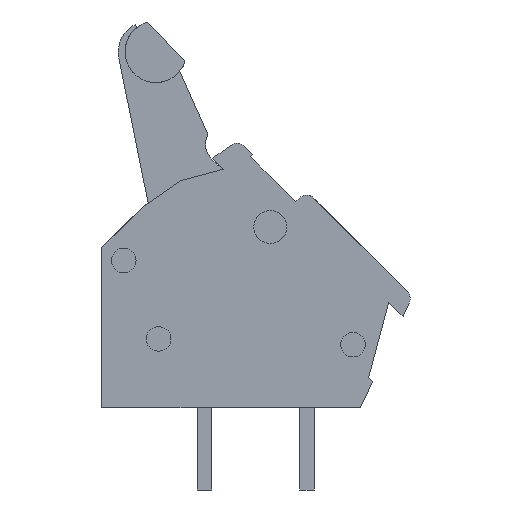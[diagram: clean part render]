
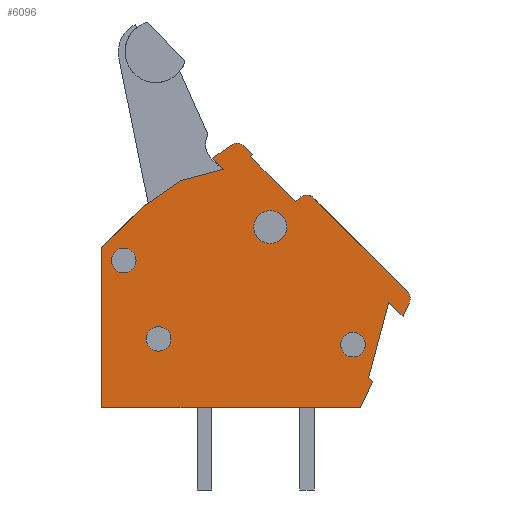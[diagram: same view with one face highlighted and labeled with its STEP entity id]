
A CAD part, left-side view. The second image highlights one B-rep face of the part: STEP entity #6096.
In plain terms, the highlighted planar face has unit normal (-1, 0, 0).
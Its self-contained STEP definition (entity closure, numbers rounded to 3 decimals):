
#26=FACE_BOUND($,#2469,.T.);
#27=FACE_BOUND($,#2470,.T.);
#28=FACE_BOUND($,#2471,.T.);
#29=FACE_BOUND($,#2472,.T.);
#559=LINE($,#10035,#1417);
#560=LINE($,#10037,#1418);
#561=LINE($,#10039,#1419);
#562=LINE($,#10041,#1420);
#563=LINE($,#10043,#1421);
#564=LINE($,#10045,#1422);
#565=LINE($,#10047,#1423);
#566=LINE($,#10049,#1424);
#567=LINE($,#10053,#1425);
#568=LINE($,#10057,#1426);
#569=LINE($,#10059,#1427);
#570=LINE($,#10061,#1428);
#571=LINE($,#10063,#1429);
#572=LINE($,#10067,#1430);
#573=LINE($,#10069,#1431);
#574=LINE($,#10071,#1432);
#575=LINE($,#10072,#1433);
#1417=VECTOR($,#7944,2.725);
#1418=VECTOR($,#7945,7.814);
#1419=VECTOR($,#7946,12.6);
#1420=VECTOR($,#7947,1.434);
#1421=VECTOR($,#7948,0.288);
#1422=VECTOR($,#7949,3.786);
#1423=VECTOR($,#7950,0.987);
#1424=VECTOR($,#7951,0.714);
#1425=VECTOR($,#7954,6.437);
#1426=VECTOR($,#7957,0.25);
#1427=VECTOR($,#7958,3.1);
#1428=VECTOR($,#7959,0.15);
#1429=VECTOR($,#7960,0.578);
#1430=VECTOR($,#7963,1.104);
#1431=VECTOR($,#7964,0.762);
#1432=VECTOR($,#7965,2.194);
#1433=VECTOR($,#7966,2.321);
#1873=PLANE($,#6812);
#2258=FACE_OUTER_BOUND($,#2468,.T.);
#2468=EDGE_LOOP($,(#5533,#5534,#5535,#5536,#5537,#5538,#5539,#5540,#5541,
#5542,#5543,#5544,#5545,#5546,#5547,#5548,#5549,#5550,#5551,#5552));
#2469=EDGE_LOOP($,(#5553));
#2470=EDGE_LOOP($,(#5554));
#2471=EDGE_LOOP($,(#5555));
#2472=EDGE_LOOP($,(#5556));
#2686=CIRCLE($,#6813,0.5);
#2687=CIRCLE($,#6814,0.5);
#2688=CIRCLE($,#6815,0.5);
#2689=CIRCLE($,#6816,0.6);
#2690=CIRCLE($,#6817,0.8);
#2691=CIRCLE($,#6818,0.6);
#2692=CIRCLE($,#6819,0.6);
#3393=VERTEX_POINT($,#10033);
#3394=VERTEX_POINT($,#10034);
#3395=VERTEX_POINT($,#10036);
#3396=VERTEX_POINT($,#10038);
#3397=VERTEX_POINT($,#10040);
#3398=VERTEX_POINT($,#10042);
#3399=VERTEX_POINT($,#10044);
#3400=VERTEX_POINT($,#10046);
#3401=VERTEX_POINT($,#10048);
#3402=VERTEX_POINT($,#10050);
#3403=VERTEX_POINT($,#10052);
#3404=VERTEX_POINT($,#10054);
#3405=VERTEX_POINT($,#10056);
#3406=VERTEX_POINT($,#10058);
#3407=VERTEX_POINT($,#10060);
#3408=VERTEX_POINT($,#10062);
#3409=VERTEX_POINT($,#10064);
#3410=VERTEX_POINT($,#10066);
#3411=VERTEX_POINT($,#10068);
#3412=VERTEX_POINT($,#10070);
#3413=VERTEX_POINT($,#10073);
#3414=VERTEX_POINT($,#10075);
#3415=VERTEX_POINT($,#10077);
#3416=VERTEX_POINT($,#10079);
#4463=EDGE_CURVE($,#3393,#3394,#559,.T.);
#4464=EDGE_CURVE($,#3394,#3395,#560,.T.);
#4465=EDGE_CURVE($,#3395,#3396,#561,.T.);
#4466=EDGE_CURVE($,#3396,#3397,#562,.T.);
#4467=EDGE_CURVE($,#3397,#3398,#563,.T.);
#4468=EDGE_CURVE($,#3398,#3399,#564,.T.);
#4469=EDGE_CURVE($,#3399,#3400,#565,.T.);
#4470=EDGE_CURVE($,#3400,#3401,#566,.T.);
#4471=EDGE_CURVE($,#3401,#3402,#2686,.T.);
#4472=EDGE_CURVE($,#3402,#3403,#567,.T.);
#4473=EDGE_CURVE($,#3403,#3404,#2687,.T.);
#4474=EDGE_CURVE($,#3404,#3405,#568,.T.);
#4475=EDGE_CURVE($,#3405,#3406,#569,.T.);
#4476=EDGE_CURVE($,#3406,#3407,#570,.T.);
#4477=EDGE_CURVE($,#3407,#3408,#571,.T.);
#4478=EDGE_CURVE($,#3408,#3409,#2688,.T.);
#4479=EDGE_CURVE($,#3409,#3410,#572,.T.);
#4480=EDGE_CURVE($,#3410,#3411,#573,.T.);
#4481=EDGE_CURVE($,#3411,#3412,#574,.T.);
#4482=EDGE_CURVE($,#3412,#3393,#575,.T.);
#4483=EDGE_CURVE($,#3413,#3413,#2689,.T.);
#4484=EDGE_CURVE($,#3414,#3414,#2690,.T.);
#4485=EDGE_CURVE($,#3415,#3415,#2691,.T.);
#4486=EDGE_CURVE($,#3416,#3416,#2692,.T.);
#5533=ORIENTED_EDGE($,*,*,#4463,.T.);
#5534=ORIENTED_EDGE($,*,*,#4464,.T.);
#5535=ORIENTED_EDGE($,*,*,#4465,.T.);
#5536=ORIENTED_EDGE($,*,*,#4466,.T.);
#5537=ORIENTED_EDGE($,*,*,#4467,.T.);
#5538=ORIENTED_EDGE($,*,*,#4468,.T.);
#5539=ORIENTED_EDGE($,*,*,#4469,.T.);
#5540=ORIENTED_EDGE($,*,*,#4470,.T.);
#5541=ORIENTED_EDGE($,*,*,#4471,.T.);
#5542=ORIENTED_EDGE($,*,*,#4472,.T.);
#5543=ORIENTED_EDGE($,*,*,#4473,.T.);
#5544=ORIENTED_EDGE($,*,*,#4474,.T.);
#5545=ORIENTED_EDGE($,*,*,#4475,.T.);
#5546=ORIENTED_EDGE($,*,*,#4476,.T.);
#5547=ORIENTED_EDGE($,*,*,#4477,.T.);
#5548=ORIENTED_EDGE($,*,*,#4478,.T.);
#5549=ORIENTED_EDGE($,*,*,#4479,.T.);
#5550=ORIENTED_EDGE($,*,*,#4480,.T.);
#5551=ORIENTED_EDGE($,*,*,#4481,.T.);
#5552=ORIENTED_EDGE($,*,*,#4482,.T.);
#5553=ORIENTED_EDGE($,*,*,#4483,.F.);
#5554=ORIENTED_EDGE($,*,*,#4484,.F.);
#5555=ORIENTED_EDGE($,*,*,#4485,.F.);
#5556=ORIENTED_EDGE($,*,*,#4486,.F.);
#6096=ADVANCED_FACE($,(#2258,#26,#27,#28,#29),#1873,.T.);
#6812=AXIS2_PLACEMENT_3D($,#10032,#7942,#7943);
#6813=AXIS2_PLACEMENT_3D($,#10051,#7952,#7953);
#6814=AXIS2_PLACEMENT_3D($,#10055,#7955,#7956);
#6815=AXIS2_PLACEMENT_3D($,#10065,#7961,#7962);
#6816=AXIS2_PLACEMENT_3D($,#10074,#7967,#7968);
#6817=AXIS2_PLACEMENT_3D($,#10076,#7969,#7970);
#6818=AXIS2_PLACEMENT_3D($,#10078,#7971,#7972);
#6819=AXIS2_PLACEMENT_3D($,#10080,#7973,#7974);
#7942=DIRECTION('center_axis',(-1.,0.,0.));
#7943=DIRECTION('ref_axis',(0.,-1.,0.));
#7944=DIRECTION($,(0.,0.707,-0.707));
#7945=DIRECTION($,(0.,0.,-1.));
#7946=DIRECTION($,(0.,-1.,0.));
#7947=DIRECTION($,(0.,-0.423,0.906));
#7948=DIRECTION($,(0.,0.707,0.707));
#7949=DIRECTION($,(0.,-0.259,0.966));
#7950=DIRECTION($,(0.,-0.707,-0.707));
#7951=DIRECTION($,(0.,-0.423,0.906));
#7952=DIRECTION('center_axis',(-1.,0.,0.));
#7953=DIRECTION('ref_axis',(0.,-1.,0.));
#7954=DIRECTION($,(0.,0.707,0.707));
#7955=DIRECTION('center_axis',(-1.,0.,0.));
#7956=DIRECTION('ref_axis',(0.,-1.,0.));
#7957=DIRECTION($,(0.,0.707,-0.707));
#7958=DIRECTION($,(0.,0.707,0.707));
#7959=DIRECTION($,(0.,-0.707,0.707));
#7960=DIRECTION($,(0.,0.707,0.707));
#7961=DIRECTION('center_axis',(-1.,0.,0.));
#7962=DIRECTION('ref_axis',(0.,-1.,0.));
#7963=DIRECTION($,(0.,0.819,-0.574));
#7964=DIRECTION($,(0.,-0.707,-0.707));
#7965=DIRECTION($,(0.,0.966,-0.259));
#7966=DIRECTION($,(0.,0.819,-0.574));
#7967=DIRECTION('center_axis',(-1.,0.,0.));
#7968=DIRECTION('ref_axis',(0.,-1.,0.));
#7969=DIRECTION('center_axis',(-1.,0.,0.));
#7970=DIRECTION('ref_axis',(0.,-1.,0.));
#7971=DIRECTION('center_axis',(-1.,0.,0.));
#7972=DIRECTION('ref_axis',(0.,-1.,0.));
#7973=DIRECTION('center_axis',(-1.,0.,0.));
#7974=DIRECTION('ref_axis',(0.,-1.,0.));
#10032=CARTESIAN_POINT('Origin',(-8.15,-7.029,5.32));
#10033=CARTESIAN_POINT('',(-8.15,5.573,9.741));
#10034=CARTESIAN_POINT('',(-8.15,7.5,7.814));
#10035=CARTESIAN_POINT($,(-8.15,5.573,9.741));
#10036=CARTESIAN_POINT('',(-8.15,7.5,0.));
#10037=CARTESIAN_POINT($,(-8.15,7.5,7.814));
#10038=CARTESIAN_POINT('',(-8.15,-5.1,0.));
#10039=CARTESIAN_POINT($,(-8.15,7.5,0.));
#10040=CARTESIAN_POINT('',(-8.15,-5.706,1.3));
#10041=CARTESIAN_POINT($,(-8.15,-5.1,0.));
#10042=CARTESIAN_POINT('',(-8.15,-5.503,1.503));
#10043=CARTESIAN_POINT($,(-8.15,-5.706,1.3));
#10044=CARTESIAN_POINT('',(-8.15,-6.483,5.16));
#10045=CARTESIAN_POINT($,(-8.15,-5.503,1.503));
#10046=CARTESIAN_POINT('',(-8.15,-7.181,4.462));
#10047=CARTESIAN_POINT($,(-8.15,-6.483,5.16));
#10048=CARTESIAN_POINT('',(-8.15,-7.482,5.109));
#10049=CARTESIAN_POINT($,(-8.15,-7.181,4.462));
#10050=CARTESIAN_POINT('',(-8.15,-7.383,5.674));
#10051=CARTESIAN_POINT('Origin',(-8.15,-7.029,5.32));
#10052=CARTESIAN_POINT('',(-8.15,-2.831,10.225));
#10053=CARTESIAN_POINT($,(-8.15,-7.383,5.674));
#10054=CARTESIAN_POINT('',(-8.15,-2.124,10.225));
#10055=CARTESIAN_POINT('Origin',(-8.15,-2.478,9.872));
#10056=CARTESIAN_POINT('',(-8.15,-1.947,10.049));
#10057=CARTESIAN_POINT($,(-8.15,-2.124,10.225));
#10058=CARTESIAN_POINT('',(-8.15,0.245,12.241));
#10059=CARTESIAN_POINT($,(-8.15,-1.947,10.049));
#10060=CARTESIAN_POINT('',(-8.15,0.138,12.347));
#10061=CARTESIAN_POINT($,(-8.15,0.245,12.241));
#10062=CARTESIAN_POINT('',(-8.15,0.547,12.755));
#10063=CARTESIAN_POINT($,(-8.15,0.138,12.347));
#10064=CARTESIAN_POINT('',(-8.15,1.187,12.811));
#10065=CARTESIAN_POINT('Origin',(-8.15,0.901,12.402));
#10066=CARTESIAN_POINT('',(-8.15,2.091,12.178));
#10067=CARTESIAN_POINT($,(-8.15,1.187,12.811));
#10068=CARTESIAN_POINT('',(-8.15,1.553,11.64));
#10069=CARTESIAN_POINT($,(-8.15,2.091,12.178));
#10070=CARTESIAN_POINT('',(-8.15,3.672,11.072));
#10071=CARTESIAN_POINT($,(-8.15,1.553,11.64));
#10072=CARTESIAN_POINT($,(-8.15,3.672,11.072));
#10073=CARTESIAN_POINT('',(-8.15,5.832,7.185));
#10074=CARTESIAN_POINT('Origin',(-8.15,6.432,7.185));
#10075=CARTESIAN_POINT('',(-8.15,-1.51,8.811));
#10076=CARTESIAN_POINT('Origin',(-8.15,-0.71,8.811));
#10077=CARTESIAN_POINT('',(-8.15,-5.341,3.084));
#10078=CARTESIAN_POINT('Origin',(-8.15,-4.741,3.084));
#10079=CARTESIAN_POINT('',(-8.15,4.135,3.367));
#10080=CARTESIAN_POINT('Origin',(-8.15,4.735,3.367));
